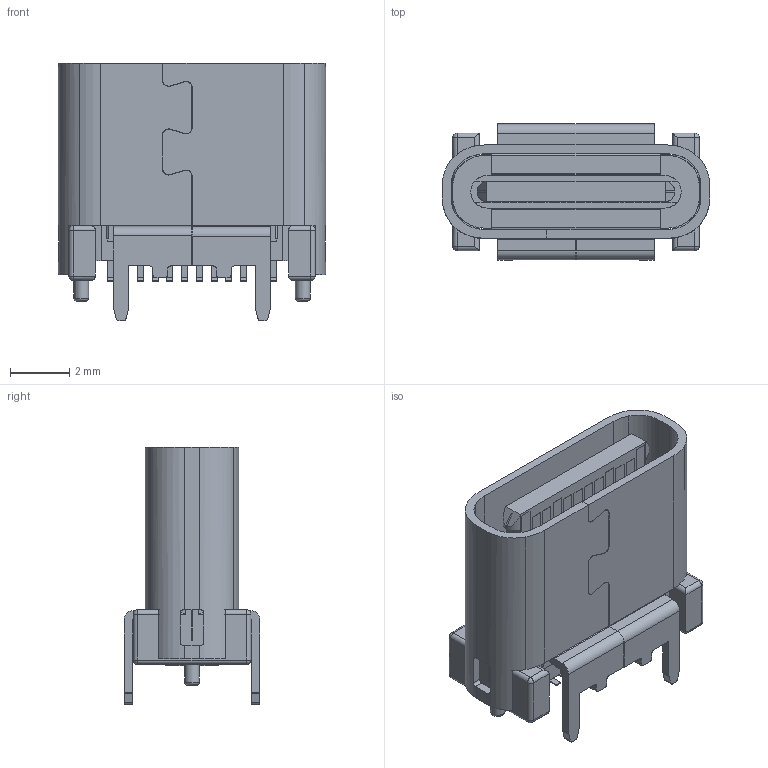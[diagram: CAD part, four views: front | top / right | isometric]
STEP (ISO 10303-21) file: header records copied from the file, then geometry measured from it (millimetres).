
FILE_DESCRIPTION(('FreeCAD Model'),'2;1');
FILE_NAME('Open CASCADE Shape Model','2023-07-11T14:51:27',( 'kicad StepUp'),('ksu MCAD'),'Open CASCADE STEP processor 7.6', 'FreeCAD','Unknown');
FILE_SCHEMA(('AUTOMOTIVE_DESIGN { 1 0 10303 214 1 1 1 1 }'));
Length unit declared in the file: millimetre
Products named in the file (1): USB_C_Receptacle_Wurth_632722110112
Bounding box: 9.04 x 4.6 x 8.71 mm (x, y, z)
Volume: 124 mm3; surface area: 972.9 mm2
Topology: 29 solids, 29 shells, 1583 faces, 4436 edges, 2808 vertices
Faces by surface type: plane 1099, cylinder 378, bspline 96, sphere 8, torus 2
Full cylindrical faces by diameter (mm): 0.5 x2
Entity records: 62166 total; most frequent: CARTESIAN_POINT 10190, ORIENTED_EDGE 8856, DIRECTION 7928, EDGE_CURVE 4428, LINE 3440, VECTOR 3440, VERTEX_POINT 2808, AXIS2_PLACEMENT_3D 2244
